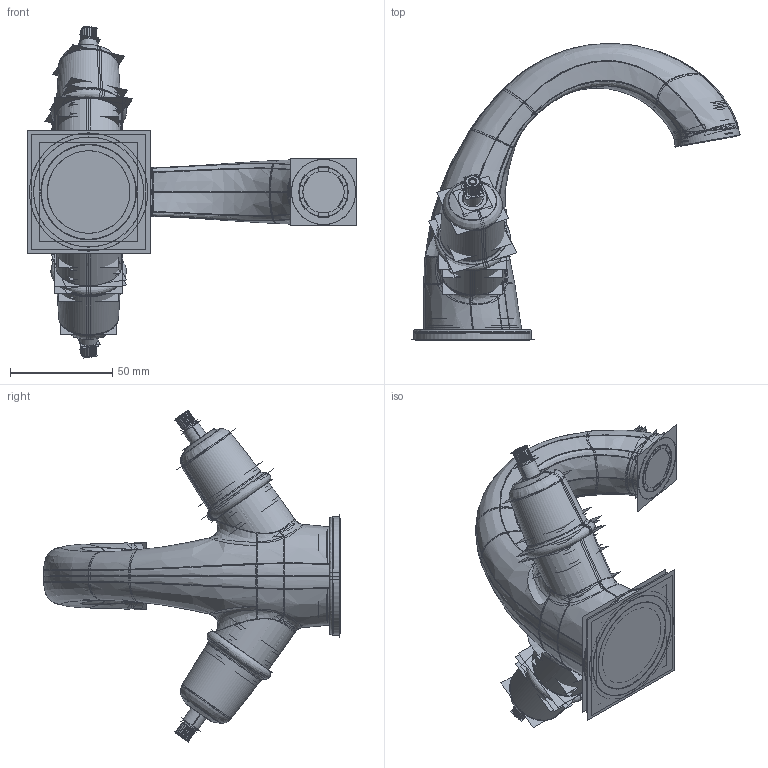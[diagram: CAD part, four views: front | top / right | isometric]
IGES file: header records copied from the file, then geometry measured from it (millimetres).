
Start section:  PTC IGES file: sl2162-09 11_asm.igs
Global section: file name: sl2162-09 11_asm.igs; native system: Pro/ENGINEER by Parametric Technology Corporation; preprocessor: 2010280; author: Administrator; organization: Unknown; date: 20210323.104806; units: millimetre
Bounding box: 161.64 x 145.64 x 162.71 mm (x, y, z)
Volume: 244304.6 mm3; surface area: 426874.8 mm2
Topology: 10 solids, 10 shells, 1858 faces, 9490 edges, 11954 vertices
Faces by surface type: bspline 942, revolution 916
